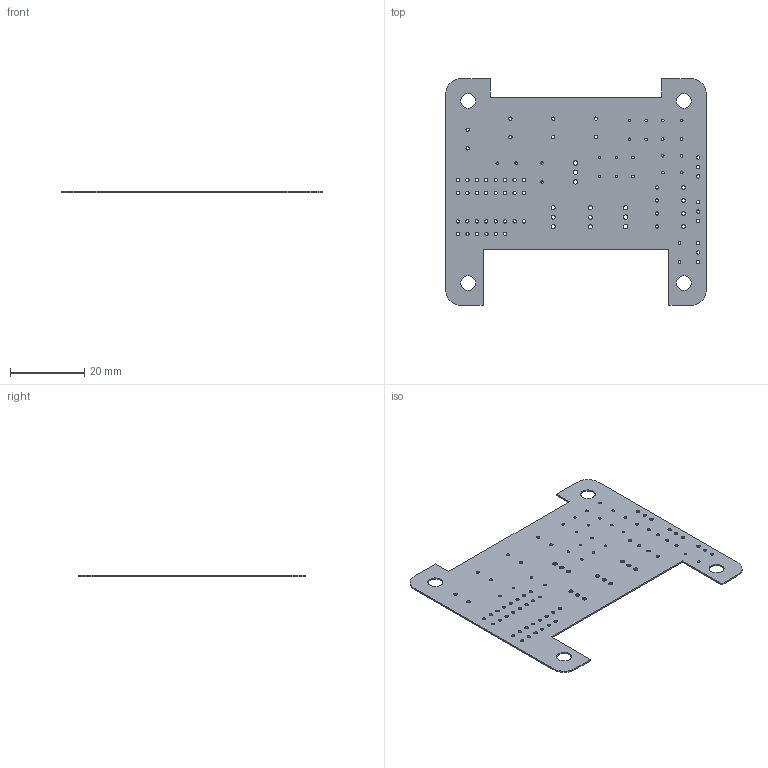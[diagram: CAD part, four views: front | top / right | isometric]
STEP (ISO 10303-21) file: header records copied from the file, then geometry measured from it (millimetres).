
FILE_DESCRIPTION(('Open CASCADE Model'),'2;1');
FILE_NAME('Open CASCADE Shape Model','2021-10-25T22:22:18',('Author'),( 'Open CASCADE'),'Open CASCADE STEP processor 6.8','Open CASCADE 6.8' ,'Unknown');
FILE_SCHEMA(('AUTOMOTIVE_DESIGN_CC2 { 1 2 10303 214 -1 1 5 4 }'));
Length unit declared in the file: millimetre
Products named in the file (3): PCB; Board; Open CASCADE STEP translator 6.8 1.1.1
Assembly tree (2 placements, depth 3):
  PCB
    Board
      Open CASCADE STEP translator 6.8 1.1.1
Bounding box: 70 x 61 x 0.41 mm (x, y, z)
Volume: 1304 mm3; surface area: 6583.7 mm2
Topology: 1 solids, 1 shells, 145 faces, 429 edges, 286 vertices
Faces by surface type: cylinder 95, plane 50
Full cylindrical faces by diameter (mm): 0.7 x24, 0.9 x55, 1.1 x6, 1.2 x6, 4 x4
Entity records: 10947 total; most frequent: DIRECTION 1773, CARTESIAN_POINT 1721, LINE 907, VECTOR 907, ORIENTED_EDGE 858, PCURVE 858, DEFINITIONAL_REPRESENTATION 858, EDGE_CURVE 429
